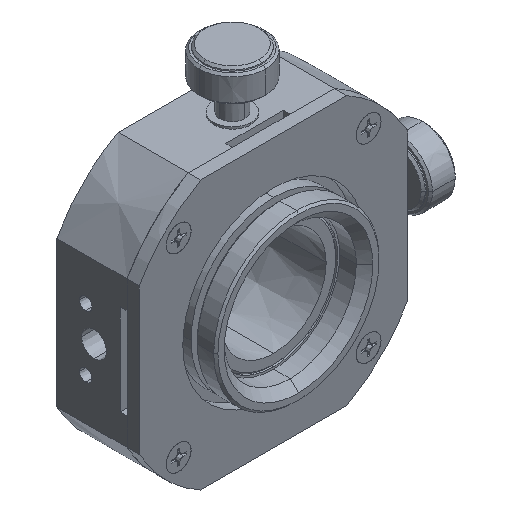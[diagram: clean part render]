
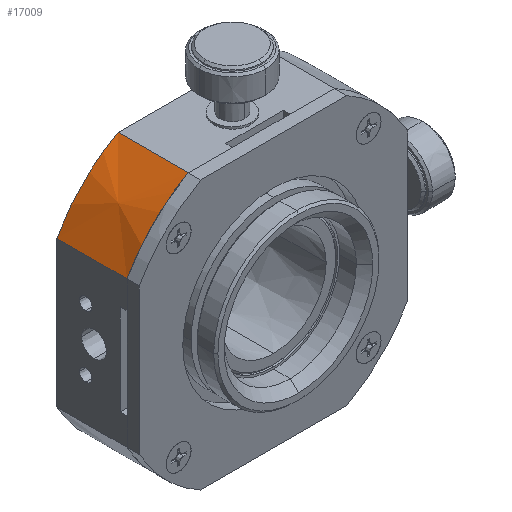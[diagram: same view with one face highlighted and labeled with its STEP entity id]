
A CAD part, isometric view. The second image highlights one B-rep face of the part: STEP entity #17009.
In plain terms, the highlighted free-form (B-spline) face has degree [2, 2] with [3, 3] control points.
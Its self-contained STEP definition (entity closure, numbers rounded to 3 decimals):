
#404 = CARTESIAN_POINT ( 'NONE',  ( -17.685, 0., 32.5 ) ) ;
#4295 = CARTESIAN_POINT ( 'NONE',  ( -17.685, 0., 32.5 ) ) ;
#5190 = CARTESIAN_POINT ( 'NONE',  ( -31.652, 0., 19.242 ) ) ;
#5678 = B_SPLINE_CURVE_WITH_KNOTS ( 'NONE', 2,
 ( #6373, #24646, #17767 ),
 .UNSPECIFIED., .F., .F.,
 ( 3, 3 ),
 ( -1., 0. ),
 .UNSPECIFIED. ) ;
#6373 = CARTESIAN_POINT ( 'NONE',  ( -32.5, 0., 17.685 ) ) ;
#7304 = CARTESIAN_POINT ( 'NONE',  ( -17.685, 0., 32.5 ) ) ;
#7509 = EDGE_LOOP ( 'NONE', ( #19930, #29492, #19435, #20054 ) ) ;
#7905 = CARTESIAN_POINT ( 'NONE',  ( -17.685, -17., 32.5 ) ) ;
#7912 =( BOUNDED_SURFACE ( )  B_SPLINE_SURFACE ( 2, 2, ( 
 ( #10825, #13237, #8407 ),
 ( #11018, #27247, #8710 ),
 ( #27040, #13447, #4295 ) ),
 .UNSPECIFIED., .F., .F., .T. ) 
 B_SPLINE_SURFACE_WITH_KNOTS ( ( 3, 3 ),
 ( 3, 3 ),
 ( 0., 1. ),
 ( 0., 1. ),
 .UNSPECIFIED. ) 
 GEOMETRIC_REPRESENTATION_ITEM ( )  RATIONAL_B_SPLINE_SURFACE ( (
 ( 1., 1., 1.),
 ( 0.959, 0.959, 0.959),
 ( 1., 1., 1.) ) ) 
 REPRESENTATION_ITEM ( '' )  SURFACE ( )  );
#8231 = CARTESIAN_POINT ( 'NONE',  ( -27.279, -17., 27.279 ) ) ;
#8407 = CARTESIAN_POINT ( 'NONE',  ( -32.5, 0., 17.685 ) ) ;
#8710 = CARTESIAN_POINT ( 'NONE',  ( -27.279, 0., 27.279 ) ) ;
#10825 = CARTESIAN_POINT ( 'NONE',  ( -32.5, -17., 17.685 ) ) ;
#11018 = CARTESIAN_POINT ( 'NONE',  ( -27.279, -17., 27.279 ) ) ;
#11216 =( BOUNDED_CURVE ( )  B_SPLINE_CURVE ( 2, ( #26665, #8231, #27072 ),
 .UNSPECIFIED., .F., .T. ) 
 B_SPLINE_CURVE_WITH_KNOTS ( ( 3, 3 ),
 ( 0., 1. ),
 .UNSPECIFIED. ) 
 CURVE ( )  GEOMETRIC_REPRESENTATION_ITEM ( )  RATIONAL_B_SPLINE_CURVE ( ( 1., 0.959, 1. ) ) 
 REPRESENTATION_ITEM ( '' )  );
#11751 = CARTESIAN_POINT ( 'NONE',  ( -30.698, 0., 20.731 ) ) ;
#12177 = VERTEX_POINT ( 'NONE', #17454 ) ;
#12685 = EDGE_CURVE ( 'NONE', #12177, #23604, #16099, .T. ) ;
#13237 = CARTESIAN_POINT ( 'NONE',  ( -32.5, -8.5, 17.685 ) ) ;
#13447 = CARTESIAN_POINT ( 'NONE',  ( -17.685, -8.5, 32.5 ) ) ;
#14201 = CARTESIAN_POINT ( 'NONE',  ( -17.685, -17., 32.5 ) ) ;
#14251 = CARTESIAN_POINT ( 'NONE',  ( -32.5, 0., 17.685 ) ) ;
#14349 = CARTESIAN_POINT ( 'NONE',  ( -23.572, 0., 28.575 ) ) ;
#16099 = B_SPLINE_CURVE_WITH_KNOTS ( 'NONE', 3,
 ( #14251, #5190, #11751, #28373, #16696, #16295, #14349, #21210, #16392, #7304 ),
 .UNSPECIFIED., .F., .F.,
 ( 4, 2, 2, 2, 4 ),
 ( 0., 0.25, 0.5, 0.75, 1. ),
 .UNSPECIFIED. ) ;
#16295 = CARTESIAN_POINT ( 'NONE',  ( -24.909, 0., 27.417 ) ) ;
#16392 = CARTESIAN_POINT ( 'NONE',  ( -19.242, 0., 31.652 ) ) ;
#16696 = CARTESIAN_POINT ( 'NONE',  ( -27.417, 0., 24.909 ) ) ;
#17009 = ADVANCED_FACE ( 'NONE', ( #17798 ), #7912, .T. ) ;
#17409 = B_SPLINE_CURVE_WITH_KNOTS ( 'NONE', 1,
 ( #25675, #14201 ),
 .UNSPECIFIED., .F., .F.,
 ( 2, 2 ),
 ( 0., 1. ),
 .UNSPECIFIED. ) ;
#17454 = CARTESIAN_POINT ( 'NONE',  ( -32.5, 0., 17.685 ) ) ;
#17767 = CARTESIAN_POINT ( 'NONE',  ( -32.5, -17., 17.685 ) ) ;
#17798 = FACE_OUTER_BOUND ( 'NONE', #7509, .T. ) ;
#19435 = ORIENTED_EDGE ( 'NONE', *, *, #24735, .T. ) ;
#19930 = ORIENTED_EDGE ( 'NONE', *, *, #12685, .F. ) ;
#20054 = ORIENTED_EDGE ( 'NONE', *, *, #21636, .F. ) ;
#21210 = CARTESIAN_POINT ( 'NONE',  ( -20.731, 0., 30.698 ) ) ;
#21636 = EDGE_CURVE ( 'NONE', #23604, #27439, #17409, .T. ) ;
#23604 = VERTEX_POINT ( 'NONE', #404 ) ;
#24359 = EDGE_CURVE ( 'NONE', #12177, #26629, #5678, .T. ) ;
#24646 = CARTESIAN_POINT ( 'NONE',  ( -32.5, -8.5, 17.685 ) ) ;
#24735 = EDGE_CURVE ( 'NONE', #26629, #27439, #11216, .T. ) ;
#25675 = CARTESIAN_POINT ( 'NONE',  ( -17.685, 0., 32.5 ) ) ;
#26629 = VERTEX_POINT ( 'NONE', #29800 ) ;
#26665 = CARTESIAN_POINT ( 'NONE',  ( -32.5, -17., 17.685 ) ) ;
#27040 = CARTESIAN_POINT ( 'NONE',  ( -17.685, -17., 32.5 ) ) ;
#27072 = CARTESIAN_POINT ( 'NONE',  ( -17.685, -17., 32.5 ) ) ;
#27247 = CARTESIAN_POINT ( 'NONE',  ( -27.279, -8.5, 27.279 ) ) ;
#27439 = VERTEX_POINT ( 'NONE', #7905 ) ;
#28373 = CARTESIAN_POINT ( 'NONE',  ( -28.575, 0., 23.572 ) ) ;
#29492 = ORIENTED_EDGE ( 'NONE', *, *, #24359, .T. ) ;
#29800 = CARTESIAN_POINT ( 'NONE',  ( -32.5, -17., 17.685 ) ) ;
